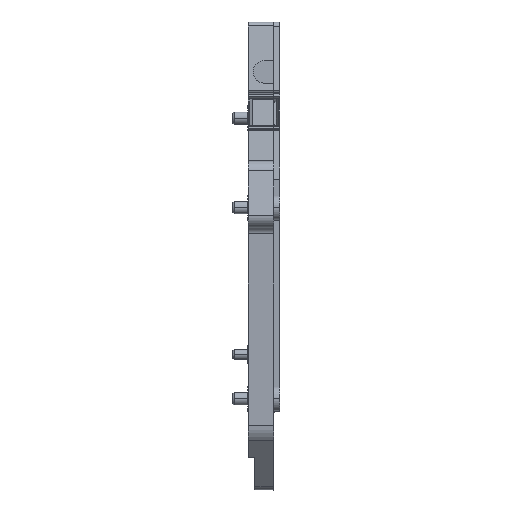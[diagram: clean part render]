
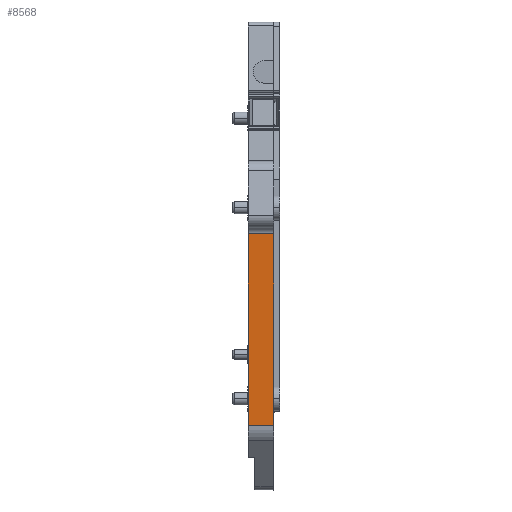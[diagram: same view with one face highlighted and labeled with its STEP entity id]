
A CAD part, front view. The second image highlights one B-rep face of the part: STEP entity #8568.
In plain terms, the highlighted planar face has unit normal (0, -0.998, -0.058).
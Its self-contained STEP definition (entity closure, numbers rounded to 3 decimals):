
#8548=AXIS2_PLACEMENT_3D('Plane Axis2P3D',#8545,#8546,#8547) ;
#460=CARTESIAN_POINT('Vertex',(6.6,2.773,40.986)) ;
#463=CARTESIAN_POINT('Line Origine',(6.6,3.658,25.647)) ;
#467=CARTESIAN_POINT('Vertex',(6.6,4.543,10.308)) ;
#8530=CARTESIAN_POINT('Vertex',(2.6,2.773,40.986)) ;
#8533=CARTESIAN_POINT('Line Origine',(5.15,2.773,40.986)) ;
#8545=CARTESIAN_POINT('Axis2P3D Location',(2.6,2.773,40.986)) ;
#8550=CARTESIAN_POINT('Line Origine',(2.6,3.658,25.647)) ;
#8554=CARTESIAN_POINT('Vertex',(2.6,4.543,10.308)) ;
#8557=CARTESIAN_POINT('Line Origine',(4.6,4.543,10.308)) ;
#464=DIRECTION('Vector Direction',(0.,0.058,-0.998)) ;
#8534=DIRECTION('Vector Direction',(1.,0.,0.)) ;
#8546=DIRECTION('Axis2P3D Direction',(0.,-0.998,-0.058)) ;
#8547=DIRECTION('Axis2P3D XDirection',(0.,0.058,-0.998)) ;
#8551=DIRECTION('Vector Direction',(0.,0.058,-0.998)) ;
#8558=DIRECTION('Vector Direction',(1.,0.,0.)) ;
#465=VECTOR('Line Direction',#464,1.) ;
#8535=VECTOR('Line Direction',#8534,1.) ;
#8552=VECTOR('Line Direction',#8551,1.) ;
#8559=VECTOR('Line Direction',#8558,1.) ;
#8563=ORIENTED_EDGE('',*,*,#8537,.F.) ;
#8564=ORIENTED_EDGE('',*,*,#8556,.F.) ;
#8565=ORIENTED_EDGE('',*,*,#8561,.T.) ;
#8566=ORIENTED_EDGE('',*,*,#469,.F.) ;
#8568=ADVANCED_FACE('21830_ARGH_ZA_WTA1_2150710000\\Koerper.2',(#8567),#8549,.T.) ;
#469=EDGE_CURVE('',#461,#468,#466,.T.) ;
#8537=EDGE_CURVE('',#8531,#461,#8536,.T.) ;
#8556=EDGE_CURVE('',#8555,#8531,#8553,.F.) ;
#8561=EDGE_CURVE('',#8555,#468,#8560,.T.) ;
#8562=EDGE_LOOP('',(#8563,#8564,#8565,#8566)) ;
#8567=FACE_OUTER_BOUND('',#8562,.T.) ;
#466=LINE('Line',#463,#465) ;
#8536=LINE('Line',#8533,#8535) ;
#8553=LINE('Line',#8550,#8552) ;
#8560=LINE('Line',#8557,#8559) ;
#8549=PLANE('',#8548) ;
#461=VERTEX_POINT('',#460) ;
#468=VERTEX_POINT('',#467) ;
#8531=VERTEX_POINT('',#8530) ;
#8555=VERTEX_POINT('',#8554) ;
